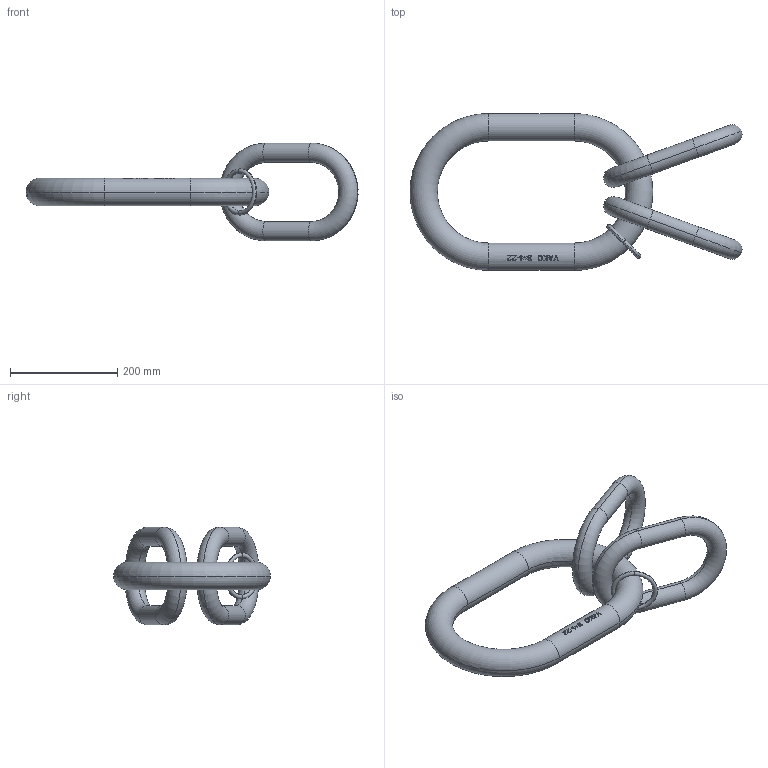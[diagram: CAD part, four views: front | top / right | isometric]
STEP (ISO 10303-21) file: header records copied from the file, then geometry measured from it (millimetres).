
FILE_DESCRIPTION((''),'2;1');
FILE_NAME('3VAKO4-22','2005-01-18T',('jakubetz'),(''),'PRO/ENGINEER BY PARAMETRIC TECHNOLOGY CORPORATION, 2001400','PRO/ENGINEER BY PARAMETRIC TECHNOLOGY CORPORATION, 2001400','');
FILE_SCHEMA(('CONFIG_CONTROL_DESIGN'));
Length unit declared in the file: millimetre
Products named in the file (1): 3VAKO4-22
Bounding box: 617.99 x 292 x 182 mm (x, y, z)
Volume: 3512703.3 mm3; surface area: 323489.9 mm2
Topology: 4 solids, 4 shells, 224 faces, 613 edges, 402 vertices
Faces by surface type: plane 193, torus 16, cylinder 15
Entity records: 7310 total; most frequent: CARTESIAN_POINT 1822, ORIENTED_EDGE 1226, DIRECTION 970, EDGE_CURVE 613, VECTOR 410, LINE 410, VERTEX_POINT 402, AXIS2_PLACEMENT_3D 280
